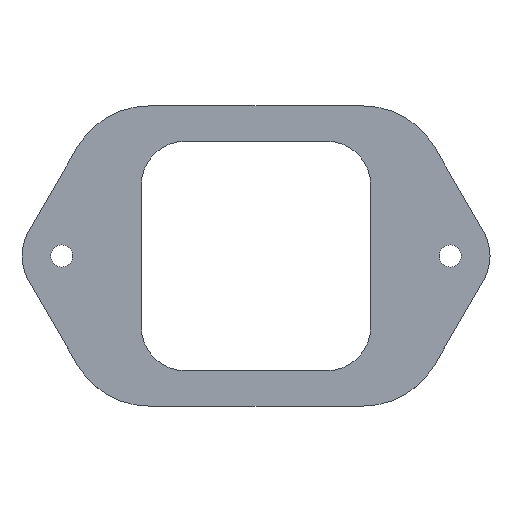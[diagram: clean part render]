
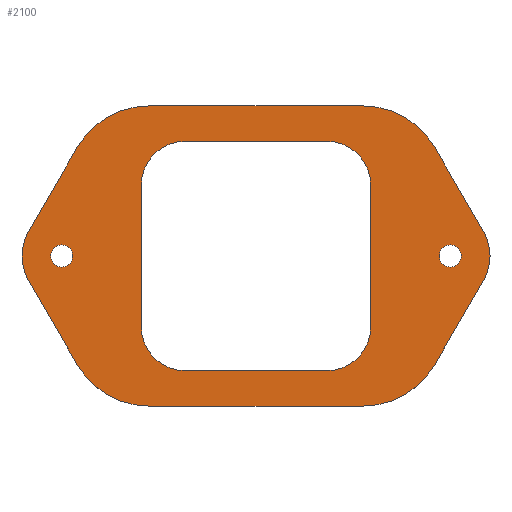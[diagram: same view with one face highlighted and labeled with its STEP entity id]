
A CAD part, top view. The second image highlights one B-rep face of the part: STEP entity #2100.
In plain terms, the highlighted planar face has unit normal (0, 0, 1).
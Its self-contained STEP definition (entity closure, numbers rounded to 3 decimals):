
#10=CARTESIAN_POINT('',(110.046,25.359,27.1));
#20=DIRECTION('',(0.,0.,-1.));
#30=DIRECTION('',(1.,0.,0.));
#40=AXIS2_PLACEMENT_3D('',#10,#20,#30);
#50=PLANE('',#40);
#60=CARTESIAN_POINT('',(102.046,32.359,27.1));
#70=DIRECTION('',(0.,0.,-1.));
#80=DIRECTION('',(1.,0.,0.));
#90=AXIS2_PLACEMENT_3D('',#60,#70,#80);
#100=CIRCLE('',#90,5.);
#110=CARTESIAN_POINT('',(102.046,27.359,27.1));
#120=VERTEX_POINT('',#110);
#130=CARTESIAN_POINT('',(97.046,32.359,27.1));
#140=VERTEX_POINT('',#130);
#150=EDGE_CURVE('',#120,#140,#100,.T.);
#160=ORIENTED_EDGE('',*,*,#150,.T.);
#170=CARTESIAN_POINT('',(67.58,27.359,27.1));
#180=DIRECTION('',(-1.,0.,0.));
#190=VECTOR('',#180,1.);
#200=LINE('',#170,#190);
#210=CARTESIAN_POINT('',(118.046,27.359,27.1));
#220=VERTEX_POINT('',#210);
#230=EDGE_CURVE('',#220,#120,#200,.T.);
#240=ORIENTED_EDGE('',*,*,#230,.T.);
#250=CARTESIAN_POINT('',(118.046,32.359,27.1));
#260=DIRECTION('',(0.,0.,-1.));
#270=DIRECTION('',(1.,0.,0.));
#280=AXIS2_PLACEMENT_3D('',#250,#260,#270);
#290=CIRCLE('',#280,5.);
#300=CARTESIAN_POINT('',(123.046,32.359,27.1));
#310=VERTEX_POINT('',#300);
#320=EDGE_CURVE('',#310,#220,#290,.T.);
#330=ORIENTED_EDGE('',*,*,#320,.T.);
#340=CARTESIAN_POINT('',(123.046,0.,27.1));
#350=DIRECTION('',(0.,-1.,0.));
#360=VECTOR('',#350,1.);
#370=LINE('',#340,#360);
#380=CARTESIAN_POINT('',(123.046,48.359,27.1));
#390=VERTEX_POINT('',#380);
#400=EDGE_CURVE('',#390,#310,#370,.T.);
#410=ORIENTED_EDGE('',*,*,#400,.T.);
#420=CARTESIAN_POINT('',(118.046,48.359,27.1));
#430=DIRECTION('',(0.,0.,-1.));
#440=DIRECTION('',(1.,0.,0.));
#450=AXIS2_PLACEMENT_3D('',#420,#430,#440);
#460=CIRCLE('',#450,5.);
#470=CARTESIAN_POINT('',(118.046,53.359,27.1));
#480=VERTEX_POINT('',#470);
#490=EDGE_CURVE('',#480,#390,#460,.T.);
#500=ORIENTED_EDGE('',*,*,#490,.T.);
#510=CARTESIAN_POINT('',(67.58,53.359,27.1));
#520=DIRECTION('',(1.,0.,0.));
#530=VECTOR('',#520,1.);
#540=LINE('',#510,#530);
#550=CARTESIAN_POINT('',(102.046,53.359,27.1));
#560=VERTEX_POINT('',#550);
#570=EDGE_CURVE('',#560,#480,#540,.T.);
#580=ORIENTED_EDGE('',*,*,#570,.T.);
#590=CARTESIAN_POINT('',(102.046,48.359,27.1));
#600=DIRECTION('',(0.,0.,-1.));
#610=DIRECTION('',(1.,0.,0.));
#620=AXIS2_PLACEMENT_3D('',#590,#600,#610);
#630=CIRCLE('',#620,5.);
#640=CARTESIAN_POINT('',(97.046,48.359,27.1));
#650=VERTEX_POINT('',#640);
#660=EDGE_CURVE('',#650,#560,#630,.T.);
#670=ORIENTED_EDGE('',*,*,#660,.T.);
#680=CARTESIAN_POINT('',(97.046,0.,27.1));
#690=DIRECTION('',(0.,1.,0.));
#700=VECTOR('',#690,1.);
#710=LINE('',#680,#700);
#720=EDGE_CURVE('',#140,#650,#710,.T.);
#730=ORIENTED_EDGE('',*,*,#720,.T.);
#740=EDGE_LOOP('',(#730,#670,#580,#500,#410,#330,#240,#160));
#750=FACE_BOUND('',#740,.T.);
#760=CARTESIAN_POINT('',(59.393,0.,27.1));
#770=DIRECTION('',(-0.5,-0.866,0.));
#780=VECTOR('',#770,1.);
#790=LINE('',#760,#780);
#800=CARTESIAN_POINT('',(89.767,52.609,27.1));
#810=VERTEX_POINT('',#800);
#820=CARTESIAN_POINT('',(84.282,43.109,27.1));
#830=VERTEX_POINT('',#820);
#840=EDGE_CURVE('',#810,#830,#790,.T.);
#850=ORIENTED_EDGE('',*,*,#840,.T.);
#860=CARTESIAN_POINT('',(97.995,47.859,27.1));
#870=DIRECTION('',(0.,0.,-1.));
#880=DIRECTION('',(-1.,0.,0.));
#890=AXIS2_PLACEMENT_3D('',#860,#870,#880);
#900=CIRCLE('',#890,9.5);
#910=CARTESIAN_POINT('',(97.995,57.359,27.1));
#920=VERTEX_POINT('',#910);
#930=EDGE_CURVE('',#810,#920,#900,.T.);
#940=ORIENTED_EDGE('',*,*,#930,.F.);
#950=CARTESIAN_POINT('',(67.58,57.359,27.1));
#960=DIRECTION('',(-1.,0.,0.));
#970=VECTOR('',#960,1.);
#980=LINE('',#950,#970);
#990=CARTESIAN_POINT('',(122.097,57.359,27.1));
#1000=VERTEX_POINT('',#990);
#1010=EDGE_CURVE('',#1000,#920,#980,.T.);
#1020=ORIENTED_EDGE('',*,*,#1010,.T.);
#1030=CARTESIAN_POINT('',(122.097,47.859,27.1));
#1040=DIRECTION('',(0.,0.,-1.));
#1050=DIRECTION('',(-1.,0.,0.));
#1060=AXIS2_PLACEMENT_3D('',#1030,#1040,#1050);
#1070=CIRCLE('',#1060,9.5);
#1080=CARTESIAN_POINT('',(130.324,52.609,27.1));
#1090=VERTEX_POINT('',#1080);
#1100=EDGE_CURVE('',#1000,#1090,#1070,.T.);
#1110=ORIENTED_EDGE('',*,*,#1100,.F.);
#1120=CARTESIAN_POINT('',(160.698,0.,27.1));
#1130=DIRECTION('',(-0.5,0.866,-0.));
#1140=VECTOR('',#1130,1.);
#1150=LINE('',#1120,#1140);
#1160=CARTESIAN_POINT('',(135.809,43.109,27.1));
#1170=VERTEX_POINT('',#1160);
#1180=EDGE_CURVE('',#1170,#1090,#1150,.T.);
#1190=ORIENTED_EDGE('',*,*,#1180,.T.);
#1200=CARTESIAN_POINT('',(131.046,40.359,27.1));
#1210=DIRECTION('',(0.,0.,-1.));
#1220=DIRECTION('',(-1.,0.,0.));
#1230=AXIS2_PLACEMENT_3D('',#1200,#1210,#1220);
#1240=CIRCLE('',#1230,5.5);
#1250=CARTESIAN_POINT('',(135.809,37.609,27.1));
#1260=VERTEX_POINT('',#1250);
#1270=EDGE_CURVE('',#1170,#1260,#1240,.T.);
#1280=ORIENTED_EDGE('',*,*,#1270,.F.);
#1290=CARTESIAN_POINT('',(114.095,0.,27.1));
#1300=DIRECTION('',(0.5,0.866,0.));
#1310=VECTOR('',#1300,1.);
#1320=LINE('',#1290,#1310);
#1330=CARTESIAN_POINT('',(130.324,28.109,27.1));
#1340=VERTEX_POINT('',#1330);
#1350=EDGE_CURVE('',#1340,#1260,#1320,.T.);
#1360=ORIENTED_EDGE('',*,*,#1350,.T.);
#1370=CARTESIAN_POINT('',(122.097,32.859,27.1));
#1380=DIRECTION('',(0.,0.,-1.));
#1390=DIRECTION('',(-1.,0.,0.));
#1400=AXIS2_PLACEMENT_3D('',#1370,#1380,#1390);
#1410=CIRCLE('',#1400,9.5);
#1420=CARTESIAN_POINT('',(122.097,23.359,27.1));
#1430=VERTEX_POINT('',#1420);
#1440=EDGE_CURVE('',#1340,#1430,#1410,.T.);
#1450=ORIENTED_EDGE('',*,*,#1440,.F.);
#1460=CARTESIAN_POINT('',(67.58,23.359,27.1));
#1470=DIRECTION('',(1.,0.,0.));
#1480=VECTOR('',#1470,1.);
#1490=LINE('',#1460,#1480);
#1500=CARTESIAN_POINT('',(97.995,23.359,27.1));
#1510=VERTEX_POINT('',#1500);
#1520=EDGE_CURVE('',#1510,#1430,#1490,.T.);
#1530=ORIENTED_EDGE('',*,*,#1520,.T.);
#1540=CARTESIAN_POINT('',(97.995,32.859,27.1));
#1550=DIRECTION('',(0.,0.,-1.));
#1560=DIRECTION('',(-1.,0.,0.));
#1570=AXIS2_PLACEMENT_3D('',#1540,#1550,#1560);
#1580=CIRCLE('',#1570,9.5);
#1590=CARTESIAN_POINT('',(89.767,28.109,27.1));
#1600=VERTEX_POINT('',#1590);
#1610=EDGE_CURVE('',#1510,#1600,#1580,.T.);
#1620=ORIENTED_EDGE('',*,*,#1610,.F.);
#1630=CARTESIAN_POINT('',(105.996,0.,27.1));
#1640=DIRECTION('',(0.5,-0.866,0.));
#1650=VECTOR('',#1640,1.);
#1660=LINE('',#1630,#1650);
#1670=CARTESIAN_POINT('',(84.282,37.609,27.1));
#1680=VERTEX_POINT('',#1670);
#1690=EDGE_CURVE('',#1680,#1600,#1660,.T.);
#1700=ORIENTED_EDGE('',*,*,#1690,.T.);
#1710=CARTESIAN_POINT('',(89.046,40.359,27.1));
#1720=DIRECTION('',(0.,0.,-1.));
#1730=DIRECTION('',(-1.,0.,0.));
#1740=AXIS2_PLACEMENT_3D('',#1710,#1720,#1730);
#1750=CIRCLE('',#1740,5.5);
#1760=EDGE_CURVE('',#1680,#830,#1750,.T.);
#1770=ORIENTED_EDGE('',*,*,#1760,.F.);
#1780=EDGE_LOOP('',(#1770,#1700,#1620,#1530,#1450,#1360,#1280,#1190,
#1110,#1020,#940,#850));
#1790=FACE_OUTER_BOUND('',#1780,.T.);
#1800=CARTESIAN_POINT('',(132.046,40.359,27.1));
#1810=DIRECTION('',(0.,0.,1.));
#1820=DIRECTION('',(-1.,0.,0.));
#1830=AXIS2_PLACEMENT_3D('',#1800,#1810,#1820);
#1840=CIRCLE('',#1830,1.25);
#1850=CARTESIAN_POINT('',(130.796,40.359,27.1));
#1860=VERTEX_POINT('',#1850);
#1870=CARTESIAN_POINT('',(133.296,40.359,27.1));
#1880=VERTEX_POINT('',#1870);
#1890=EDGE_CURVE('',#1860,#1880,#1840,.T.);
#1900=ORIENTED_EDGE('',*,*,#1890,.F.);
#1910=EDGE_CURVE('',#1880,#1860,#1840,.T.);
#1920=ORIENTED_EDGE('',*,*,#1910,.F.);
#1930=EDGE_LOOP('',(#1920,#1900));
#1940=FACE_BOUND('',#1930,.T.);
#1950=CARTESIAN_POINT('',(88.046,40.359,27.1));
#1960=DIRECTION('',(0.,0.,1.));
#1970=DIRECTION('',(-1.,0.,0.));
#1980=AXIS2_PLACEMENT_3D('',#1950,#1960,#1970);
#1990=CIRCLE('',#1980,1.25);
#2000=CARTESIAN_POINT('',(86.796,40.359,27.1));
#2010=VERTEX_POINT('',#2000);
#2020=CARTESIAN_POINT('',(89.296,40.359,27.1));
#2030=VERTEX_POINT('',#2020);
#2040=EDGE_CURVE('',#2010,#2030,#1990,.T.);
#2050=ORIENTED_EDGE('',*,*,#2040,.F.);
#2060=EDGE_CURVE('',#2030,#2010,#1990,.T.);
#2070=ORIENTED_EDGE('',*,*,#2060,.F.);
#2080=EDGE_LOOP('',(#2070,#2050));
#2090=FACE_BOUND('',#2080,.T.);
#2100=ADVANCED_FACE('',(#750,#1790,#1940,#2090),#50,.F.);
